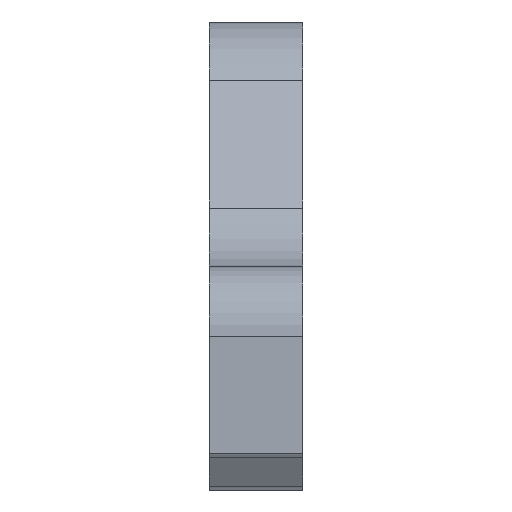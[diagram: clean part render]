
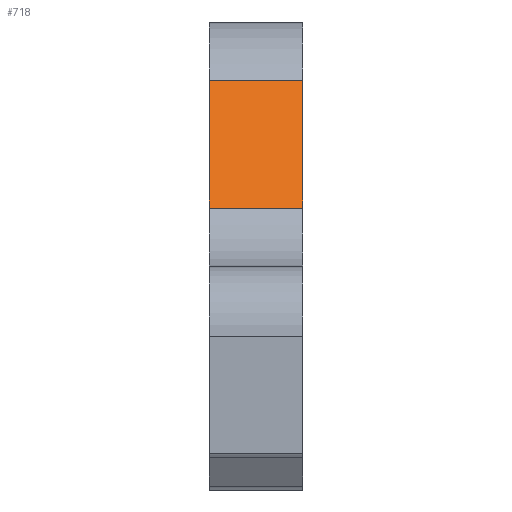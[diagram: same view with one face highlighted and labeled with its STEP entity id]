
A CAD part, left-side view. The second image highlights one B-rep face of the part: STEP entity #718.
In plain terms, the highlighted planar face has unit normal (-0.866, 0, 0.5).
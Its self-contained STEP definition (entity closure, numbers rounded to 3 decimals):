
#25 = LINE ( 'NONE', #230, #207 ) ;
#158 = VECTOR ( 'NONE', #360, 1000. ) ;
#169 = DIRECTION ( 'NONE',  ( 0.5, 0., 0.866 ) ) ;
#198 = CARTESIAN_POINT ( 'NONE',  ( -17.143, 0., 7.5 ) ) ;
#207 = VECTOR ( 'NONE', #1396, 1000. ) ;
#230 = CARTESIAN_POINT ( 'NONE',  ( -17.143, 4., 7.5 ) ) ;
#262 = CARTESIAN_POINT ( 'NONE',  ( -21.733, 20., -0.45 ) ) ;
#307 = EDGE_CURVE ( 'NONE', #1998, #431, #2072, .T. ) ;
#360 = DIRECTION ( 'NONE',  ( -0.5, 0., -0.866 ) ) ;
#431 = VERTEX_POINT ( 'NONE', #198 ) ;
#464 = ORIENTED_EDGE ( 'NONE', *, *, #1156, .T. ) ;
#497 = VECTOR ( 'NONE', #2083, 1000. ) ;
#510 = VERTEX_POINT ( 'NONE', #1534 ) ;
#530 = LINE ( 'NONE', #1013, #158 ) ;
#594 = VERTEX_POINT ( 'NONE', #2065 ) ;
#615 = ORIENTED_EDGE ( 'NONE', *, *, #1585, .T. ) ;
#718 = ADVANCED_FACE ( 'NONE', ( #1224 ), #951, .F. ) ;
#776 = AXIS2_PLACEMENT_3D ( 'NONE', #262, #2122, #1430 ) ;
#848 = ORIENTED_EDGE ( 'NONE', *, *, #307, .T. ) ;
#951 = PLANE ( 'NONE',  #776 ) ;
#1013 = CARTESIAN_POINT ( 'NONE',  ( -20.435, 4., 1.798 ) ) ;
#1156 = EDGE_CURVE ( 'NONE', #510, #1998, #1304, .T. ) ;
#1163 = CARTESIAN_POINT ( 'NONE',  ( -21.733, 0., -0.45 ) ) ;
#1185 = ORIENTED_EDGE ( 'NONE', *, *, #1723, .T. ) ;
#1224 = FACE_OUTER_BOUND ( 'NONE', #1467, .T. ) ;
#1304 = LINE ( 'NONE', #1578, #497 ) ;
#1307 = VECTOR ( 'NONE', #169, 1000. ) ;
#1379 = CARTESIAN_POINT ( 'NONE',  ( -20.29, 0., 2.05 ) ) ;
#1396 = DIRECTION ( 'NONE',  ( 0., 1., 0. ) ) ;
#1430 = DIRECTION ( 'NONE',  ( -0.5, 0., -0.866 ) ) ;
#1467 = EDGE_LOOP ( 'NONE', ( #848, #615, #1185, #464 ) ) ;
#1534 = CARTESIAN_POINT ( 'NONE',  ( -20.29, 4., 2.05 ) ) ;
#1578 = CARTESIAN_POINT ( 'NONE',  ( -20.29, 0., 2.05 ) ) ;
#1585 = EDGE_CURVE ( 'NONE', #431, #594, #25, .T. ) ;
#1723 = EDGE_CURVE ( 'NONE', #594, #510, #530, .T. ) ;
#1998 = VERTEX_POINT ( 'NONE', #1379 ) ;
#2065 = CARTESIAN_POINT ( 'NONE',  ( -17.143, 4., 7.5 ) ) ;
#2072 = LINE ( 'NONE', #1163, #1307 ) ;
#2083 = DIRECTION ( 'NONE',  ( 0., -1., 0. ) ) ;
#2122 = DIRECTION ( 'NONE',  ( 0.866, 0., -0.5 ) ) ;
